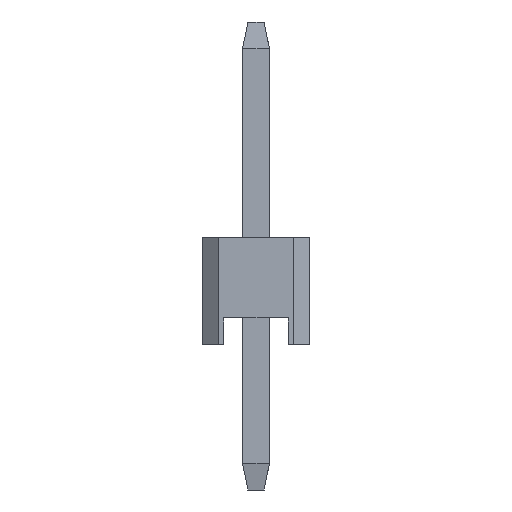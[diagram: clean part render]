
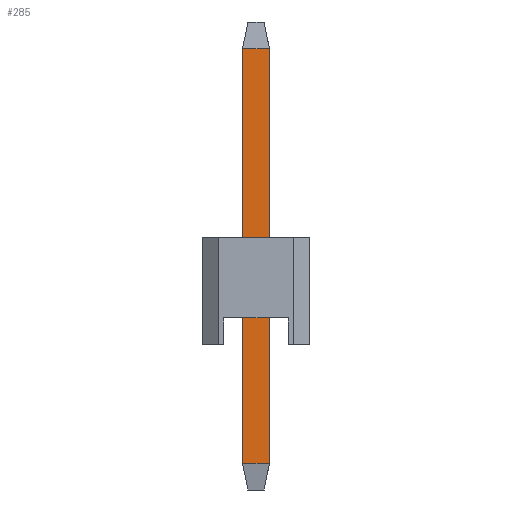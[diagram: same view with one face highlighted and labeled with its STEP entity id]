
A CAD part, left-side view. The second image highlights one B-rep face of the part: STEP entity #285.
In plain terms, the highlighted planar face has unit normal (-1, 0, 0).
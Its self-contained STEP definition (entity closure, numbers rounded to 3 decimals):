
#285=ADVANCED_FACE('',(#813),#7913,.T.);
#813=FACE_OUTER_BOUND('',#1341,.T.);
#1341=EDGE_LOOP('',(#1912,#1913,#1914,#1915));
#1912=ORIENTED_EDGE('',*,*,#4509,.F.);
#1913=ORIENTED_EDGE('',*,*,#4510,.F.);
#1914=ORIENTED_EDGE('',*,*,#4511,.F.);
#1915=ORIENTED_EDGE('',*,*,#4508,.F.);
#4508=EDGE_CURVE('',#7104,#7105,#5806,.T.);
#4509=EDGE_CURVE('',#7106,#7104,#5807,.T.);
#4510=EDGE_CURVE('',#7107,#7106,#5808,.T.);
#4511=EDGE_CURVE('',#7105,#7107,#5809,.T.);
#5806=B_SPLINE_CURVE_WITH_KNOTS('',1,(#9560,#9561),.UNSPECIFIED.,.F.,.F.,
(2,2),(-7.7,0.),.UNSPECIFIED.);
#5807=B_SPLINE_CURVE_WITH_KNOTS('',1,(#9562,#9563),.UNSPECIFIED.,.F.,.F.,
(2,2),(-0.5,0.),.UNSPECIFIED.);
#5808=B_SPLINE_CURVE_WITH_KNOTS('',1,(#9564,#9565),.UNSPECIFIED.,.F.,.F.,
(2,2),(-7.7,0.),.UNSPECIFIED.);
#5809=B_SPLINE_CURVE_WITH_KNOTS('',1,(#9566,#9567),.UNSPECIFIED.,.F.,.F.,
(2,2),(-0.5,0.),.UNSPECIFIED.);
#7104=VERTEX_POINT('',#9540);
#7105=VERTEX_POINT('',#9541);
#7106=VERTEX_POINT('',#9542);
#7107=VERTEX_POINT('',#9543);
#7913=PLANE('',#8461);
#8461=AXIS2_PLACEMENT_3D('',#9523,#8992,$);
#8992=DIRECTION('',(-1.,0.,0.));
#9523=CARTESIAN_POINT('',(-0.25,59.04,6.34));
#9540=CARTESIAN_POINT('',(-0.25,59.75,5.51));
#9541=CARTESIAN_POINT('',(-0.25,59.75,-2.19));
#9542=CARTESIAN_POINT('',(-0.25,60.25,5.51));
#9543=CARTESIAN_POINT('',(-0.25,60.25,-2.19));
#9560=CARTESIAN_POINT('',(-0.25,59.75,5.51));
#9561=CARTESIAN_POINT('',(-0.25,59.75,-2.19));
#9562=CARTESIAN_POINT('',(-0.25,60.25,5.51));
#9563=CARTESIAN_POINT('',(-0.25,59.75,5.51));
#9564=CARTESIAN_POINT('',(-0.25,60.25,-2.19));
#9565=CARTESIAN_POINT('',(-0.25,60.25,5.51));
#9566=CARTESIAN_POINT('',(-0.25,59.75,-2.19));
#9567=CARTESIAN_POINT('',(-0.25,60.25,-2.19));
